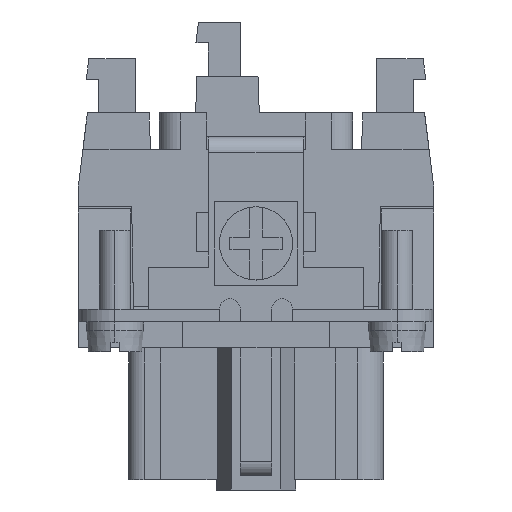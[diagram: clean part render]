
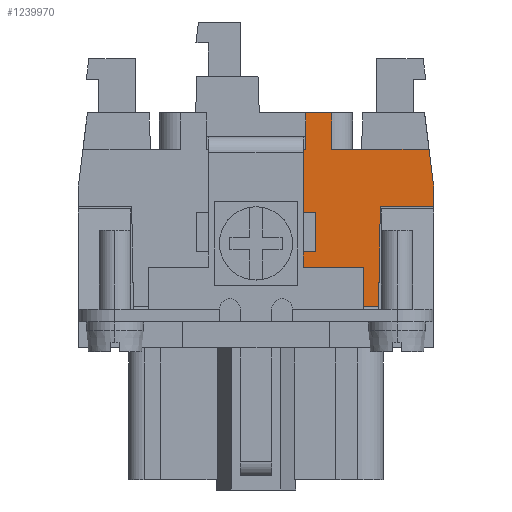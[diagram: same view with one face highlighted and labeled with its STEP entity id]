
A CAD part, left-side view. The second image highlights one B-rep face of the part: STEP entity #1239970.
In plain terms, the highlighted planar face has unit normal (-1, 0, 0).
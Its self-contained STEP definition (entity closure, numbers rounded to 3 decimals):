
#84280=CARTESIAN_POINT('',(9.296,32.013,11.4));
#84290=VERTEX_POINT('',#84280);
#84320=CARTESIAN_POINT('',(9.296,0.,11.4));
#84330=DIRECTION('',(0.,-1.,0.));
#84340=VECTOR('',#84330,1.);
#84350=LINE('',#84320,#84340);
#84360=CARTESIAN_POINT('',(9.296,41.334,11.4));
#84370=VERTEX_POINT('',#84360);
#84380=EDGE_CURVE('',#84370,#84290,#84350,.T.);
#92690=CARTESIAN_POINT('',(9.296,31.584,7.9));
#92700=VERTEX_POINT('',#92690);
#92730=CARTESIAN_POINT('',(9.296,30.614,0.));
#92740=DIRECTION('',(0.,0.122,0.993));
#92750=VECTOR('',#92740,1.);
#92760=LINE('',#92730,#92750);
#92770=EDGE_CURVE('',#92700,#84290,#92760,.T.);
#154370=CARTESIAN_POINT('',(9.296,36.849,-3.6));
#154380=VERTEX_POINT('',#154370);
#154410=CARTESIAN_POINT('',(9.296,36.849,-3.6));
#154420=DIRECTION('',(0.,-0.017,1.));
#154430=VECTOR('',#154420,1.);
#154440=LINE('',#154410,#154430);
#154450=CARTESIAN_POINT('',(9.296,36.684,5.9));
#154460=VERTEX_POINT('',#154450);
#154470=EDGE_CURVE('',#154380,#154460,#154440,.T.);
#276260=CARTESIAN_POINT('',(9.296,44.084,1.6));
#276270=VERTEX_POINT('',#276260);
#276320=CARTESIAN_POINT('',(9.296,44.084,0.));
#276330=DIRECTION('',(0.,0.,-1.));
#276340=VECTOR('',#276330,1.);
#276350=LINE('',#276320,#276340);
#276360=CARTESIAN_POINT('',(9.296,44.084,0.1)
);
#276370=VERTEX_POINT('',#276360);
#276380=EDGE_CURVE('',#276270,#276370,#276350,.T.);
#362010=CARTESIAN_POINT('',(9.296,40.984,0.1));
#362020=DIRECTION('',(0.,-1.,0.));
#362030=VECTOR('',#362020,1.);
#362040=LINE('',#362010,#362030);
#362050=CARTESIAN_POINT('',(9.296,38.334,0.1)
);
#362060=VERTEX_POINT('',#362050);
#362070=EDGE_CURVE('',#276370,#362060,#362040,.T.);
#395510=CARTESIAN_POINT('',(9.296,38.334,-1.4))
;
#395520=DIRECTION('',(0.,0.,-1.));
#395530=VECTOR('',#395520,1.);
#395540=LINE('',#395510,#395530);
#395550=CARTESIAN_POINT('',(9.296,38.334,-3.6));
#395560=VERTEX_POINT('',#395550);
#395570=EDGE_CURVE('',#362060,#395560,#395540,.T.);
#462860=CARTESIAN_POINT('',(9.296,36.849,-3.6));
#462870=DIRECTION('',(0.,1.,0.));
#462880=VECTOR('',#462870,1.);
#462890=LINE('',#462860,#462880);
#462900=EDGE_CURVE('',#154380,#395560,#462890,.T.);
#487690=CARTESIAN_POINT('',(9.296,36.684,5.9));
#487700=DIRECTION('',(0.,-1.,0.));
#487710=VECTOR('',#487700,1.);
#487720=LINE('',#487690,#487710);
#487730=CARTESIAN_POINT('',(9.296,31.584,5.9));
#487740=VERTEX_POINT('',#487730);
#487750=EDGE_CURVE('',#154460,#487740,#487720,.T.);
#498600=CARTESIAN_POINT('',(9.296,0.,1.6));
#498610=DIRECTION('',(0.,1.,0.));
#498620=VECTOR('',#498610,1.);
#498630=LINE('',#498600,#498620);
#498640=CARTESIAN_POINT('',(9.296,42.884,1.6));
#498650=VERTEX_POINT('',#498640);
#498660=EDGE_CURVE('',#498650,#276270,#498630,.T.);
#891510=CARTESIAN_POINT('',(9.296,44.084,5.4));
#891520=VERTEX_POINT('',#891510);
#891750=CARTESIAN_POINT('',(9.296,44.084,11.4));
#891760=VERTEX_POINT('',#891750);
#891790=CARTESIAN_POINT('',(9.296,44.084,10.9));
#891800=DIRECTION('',(0.,0.,-1.));
#891810=VECTOR('',#891800,1.);
#891820=LINE('',#891790,#891810);
#891830=EDGE_CURVE('',#891760,#891520,#891820,.T.);
#971520=CARTESIAN_POINT('',(9.296,43.834,11.4));
#971530=VERTEX_POINT('',#971520);
#971560=CARTESIAN_POINT('',(9.296,0.,11.4));
#971570=DIRECTION('',(0.,1.,0.));
#971580=VECTOR('',#971570,1.);
#971590=LINE('',#971560,#971580);
#971600=EDGE_CURVE('',#971530,#891760,#971590,.T.);
#1029960=CARTESIAN_POINT('',(9.296,42.884,5.4))
;
#1029970=VERTEX_POINT('',#1029960);
#1030030=CARTESIAN_POINT('',(9.296,0.,5.4));
#1030040=DIRECTION('',(0.,-1.,0.));
#1030050=VECTOR('',#1030040,1.);
#1030060=LINE('',#1030030,#1030050);
#1030070=EDGE_CURVE('',#891520,#1029970,#1030060,.T.);
#1183370=CARTESIAN_POINT('',(9.296,43.834,0.));
#1183380=DIRECTION('',(0.,0.,-1.));
#1183390=VECTOR('',#1183380,1.);
#1183400=LINE('',#1183370,#1183390);
#1183410=CARTESIAN_POINT('',(9.296,43.834,14.9));
#1183420=VERTEX_POINT('',#1183410);
#1183430=EDGE_CURVE('',#1183420,#971530,#1183400,.T.);
#1218790=CARTESIAN_POINT('',(9.296,42.884,0.));
#1218800=DIRECTION('',(0.,0.,1.));
#1218810=VECTOR('',#1218800,1.);
#1218820=LINE('',#1218790,#1218810);
#1218830=EDGE_CURVE('',#498650,#1029970,#1218820,.T.);
#1231670=CARTESIAN_POINT('',(9.296,41.334,14.9));
#1231680=VERTEX_POINT('',#1231670);
#1231710=CARTESIAN_POINT('',(9.296,0.,14.9));
#1231720=DIRECTION('',(0.,1.,0.));
#1231730=VECTOR('',#1231720,1.);
#1231740=LINE('',#1231710,#1231730);
#1231750=EDGE_CURVE('',#1231680,#1183420,#1231740,.T.);
#1235170=CARTESIAN_POINT('',(9.296,41.334,14.5));
#1235180=DIRECTION('',(0.,0.,-1.));
#1235190=VECTOR('',#1235180,1.);
#1235200=LINE('',#1235170,#1235190);
#1235210=EDGE_CURVE('',#1231680,#84370,#1235200,.T.);
#1239680=CARTESIAN_POINT('',(9.296,46.3,-3.003
));
#1239690=DIRECTION('',(-1.,0.,0.));
#1239700=DIRECTION('',(0.,-1.,0.));
#1239710=AXIS2_PLACEMENT_3D('',#1239680,#1239690,#1239700);
#1239720=PLANE('',#1239710);
#1239730=ORIENTED_EDGE('',*,*,#1030070,.T.);
#1239740=ORIENTED_EDGE('',*,*,#891830,.T.);
#1239750=ORIENTED_EDGE('',*,*,#971600,.T.);
#1239760=ORIENTED_EDGE('',*,*,#1183430,.T.);
#1239770=ORIENTED_EDGE('',*,*,#1231750,.T.);
#1239780=ORIENTED_EDGE('',*,*,#1235210,.F.);
#1239790=ORIENTED_EDGE('',*,*,#84380,.F.);
#1239800=ORIENTED_EDGE('',*,*,#92770,.T.);
#1239810=CARTESIAN_POINT('',(9.296,31.584,0.));
#1239820=DIRECTION('',(0.,0.,1.));
#1239830=VECTOR('',#1239820,1.);
#1239840=LINE('',#1239810,#1239830);
#1239850=EDGE_CURVE('',#487740,#92700,#1239840,.T.);
#1239860=ORIENTED_EDGE('',*,*,#1239850,.T.);
#1239870=ORIENTED_EDGE('',*,*,#487750,.T.);
#1239880=ORIENTED_EDGE('',*,*,#154470,.T.);
#1239890=ORIENTED_EDGE('',*,*,#462900,.F.);
#1239900=ORIENTED_EDGE('',*,*,#395570,.T.);
#1239910=ORIENTED_EDGE('',*,*,#362070,.T.);
#1239920=ORIENTED_EDGE('',*,*,#276380,.T.);
#1239930=ORIENTED_EDGE('',*,*,#498660,.T.);
#1239940=ORIENTED_EDGE('',*,*,#1218830,.F.);
#1239950=EDGE_LOOP('',(#1239940,#1239930,#1239920,#1239910,#1239900,
#1239890,#1239880,#1239870,#1239860,#1239800,#1239790,#1239780,#1239770,
#1239760,#1239750,#1239740,#1239730));
#1239960=FACE_OUTER_BOUND('',#1239950,.T.);
#1239970=ADVANCED_FACE('',(#1239960),#1239720,.T.);
